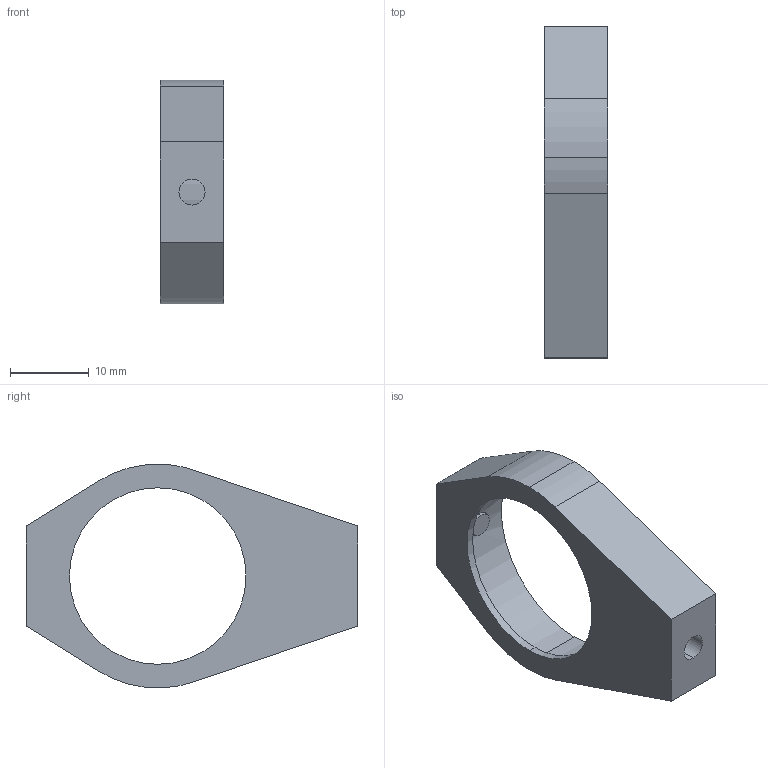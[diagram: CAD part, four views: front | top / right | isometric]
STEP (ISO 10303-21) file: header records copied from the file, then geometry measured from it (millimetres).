
FILE_DESCRIPTION (( 'STEP AP203' ), '1' );
FILE_NAME ('1.3.1.19_ZZT-1.0-D.STEP', '2022-04-22T01:19:39', ( '' ), ( '' ), 'SwSTEP 2.0', 'SolidWorks 2021', '' );
FILE_SCHEMA (( 'CONFIG_CONTROL_DESIGN' ));
Length unit declared in the file: millimetre
Products named in the file (1): 1.3.1.19_ZZT-1.0-D
Bounding box: 8 x 42.1 x 28.39 mm (x, y, z)
Surface area: 2748 mm2 (no closed solid volume)
Topology: 0 solids, 3 shells, 43 faces, 111 edges, 74 vertices
Faces by surface type: cylinder 21, plane 18, cone 4
Entity records: 1484 total; most frequent: CARTESIAN_POINT 323, DIRECTION 235, ORIENTED_EDGE 216, EDGE_CURVE 111, AXIS2_PLACEMENT_3D 90, VERTEX_POINT 74, LINE 55, VECTOR 55
